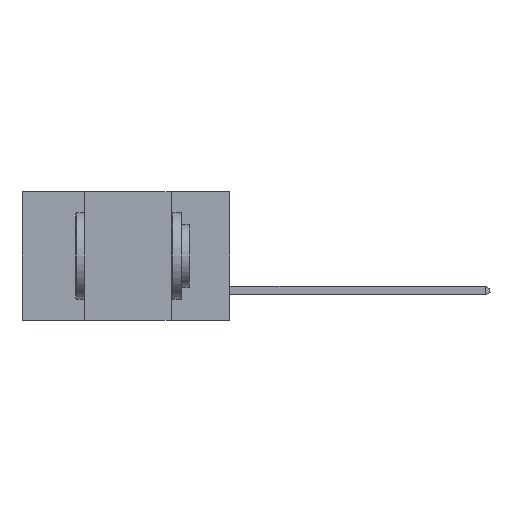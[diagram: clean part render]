
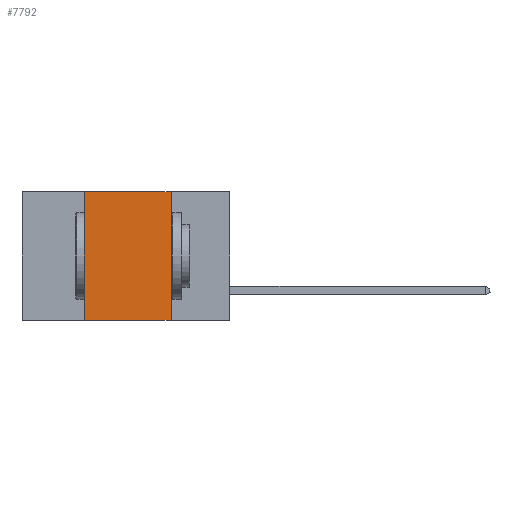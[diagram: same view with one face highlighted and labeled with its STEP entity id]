
A CAD part, left-side view. The second image highlights one B-rep face of the part: STEP entity #7792.
In plain terms, the highlighted planar face has unit normal (-1, 0, 0).
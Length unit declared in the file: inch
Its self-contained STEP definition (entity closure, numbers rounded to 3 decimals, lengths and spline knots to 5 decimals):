
#221 = DIRECTION ( 'NONE',  ( 0., 0., -1. ) ) ;
#318 = CARTESIAN_POINT ( 'NONE',  ( 0., 0.6, -0.37 ) ) ;
#322 = CARTESIAN_POINT ( 'NONE',  ( 0., 0.42, 0. ) ) ;
#1009 = VECTOR ( 'NONE', #2628, 39.37008 ) ;
#1769 = CARTESIAN_POINT ( 'NONE',  ( 0., 0.6, 0. ) ) ;
#2628 = DIRECTION ( 'NONE',  ( 0., -1., 0. ) ) ;
#2868 = VERTEX_POINT ( 'NONE', #6350 ) ;
#3102 = VERTEX_POINT ( 'NONE', #5962 ) ;
#3259 = ORIENTED_EDGE ( 'NONE', *, *, #5303, .F. ) ;
#3347 = LINE ( 'NONE', #8854, #3599 ) ;
#3413 = FACE_OUTER_BOUND ( 'NONE', #5092, .T. ) ;
#3433 = VECTOR ( 'NONE', #8024, 39.37008 ) ;
#3508 = ORIENTED_EDGE ( 'NONE', *, *, #5119, .F. ) ;
#3597 = ORIENTED_EDGE ( 'NONE', *, *, #4723, .F. ) ;
#3599 = VECTOR ( 'NONE', #8726, 39.37008 ) ;
#3929 = VERTEX_POINT ( 'NONE', #322 ) ;
#4030 = ORIENTED_EDGE ( 'NONE', *, *, #8422, .T. ) ;
#4313 = CARTESIAN_POINT ( 'NONE',  ( 0., 0.42, 0. ) ) ;
#4723 = EDGE_CURVE ( 'NONE', #3102, #3929, #5704, .T. ) ;
#4829 = DIRECTION ( 'NONE',  ( 1., 0., 0. ) ) ;
#5056 = LINE ( 'NONE', #318, #1009 ) ;
#5092 = EDGE_LOOP ( 'NONE', ( #3259, #3508, #3597, #4030 ) ) ;
#5119 = EDGE_CURVE ( 'NONE', #3929, #2868, #5510, .T. ) ;
#5285 = VECTOR ( 'NONE', #7346, 39.37008 ) ;
#5303 = EDGE_CURVE ( 'NONE', #2868, #6812, #3347, .T. ) ;
#5510 = LINE ( 'NONE', #6489, #5285 ) ;
#5704 = LINE ( 'NONE', #4313, #3433 ) ;
#5962 = CARTESIAN_POINT ( 'NONE',  ( 0., 0.42, -0.37 ) ) ;
#6350 = CARTESIAN_POINT ( 'NONE',  ( 0., 0.17, 0. ) ) ;
#6489 = CARTESIAN_POINT ( 'NONE',  ( 0., 0.6, 0. ) ) ;
#6581 = CARTESIAN_POINT ( 'NONE',  ( 0., 0.17, -0.37 ) ) ;
#6812 = VERTEX_POINT ( 'NONE', #6581 ) ;
#7346 = DIRECTION ( 'NONE',  ( 0., -1., 0. ) ) ;
#7573 = AXIS2_PLACEMENT_3D ( 'NONE', #1769, #4829, #221 ) ;
#7792 = ADVANCED_FACE ( 'NONE', ( #3413 ), #9240, .F. ) ;
#8024 = DIRECTION ( 'NONE',  ( 0., 0., 1. ) ) ;
#8422 = EDGE_CURVE ( 'NONE', #3102, #6812, #5056, .T. ) ;
#8726 = DIRECTION ( 'NONE',  ( 0., 0., -1. ) ) ;
#8854 = CARTESIAN_POINT ( 'NONE',  ( 0., 0.17, 0. ) ) ;
#9240 = PLANE ( 'NONE',  #7573 ) ;
